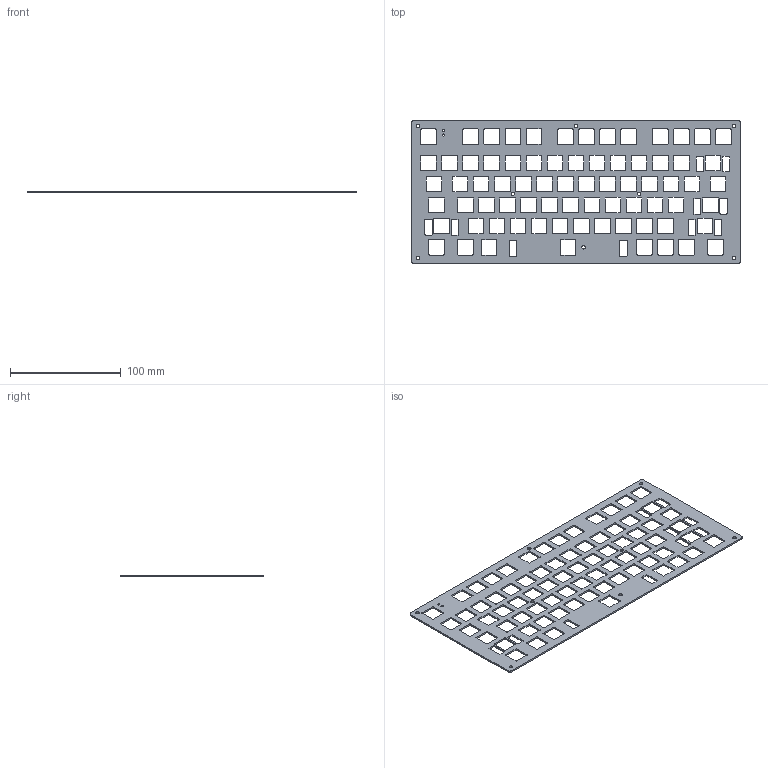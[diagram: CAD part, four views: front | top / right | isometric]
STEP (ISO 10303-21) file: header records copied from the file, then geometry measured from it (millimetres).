
FILE_DESCRIPTION(('KiCad electronic assembly'),'2;1');
FILE_NAME('GlyphMatrix_Top.step','2025-07-12T22:28:35',('Pcbnew'),( 'Kicad'),'Open CASCADE STEP processor 7.8','KiCad to STEP converter' ,'Unknown');
FILE_SCHEMA(('AUTOMOTIVE_DESIGN { 1 0 10303 214 1 1 1 1 }'));
Length unit declared in the file: millimetre
Products named in the file (2): GlyphMatrix_Top 1; GlyphMatrix_Top_PCB
Assembly tree (1 placements, depth 2):
  GlyphMatrix_Top 1
    GlyphMatrix_Top_PCB
Bounding box: 298.35 x 128.59 x 1.51 mm (x, y, z)
Volume: 34517.4 mm3; surface area: 53917.9 mm2
Topology: 1 solids, 1 shells, 692 faces, 2070 edges, 1380 vertices
Faces by surface type: cylinder 350, plane 342
Full cylindrical faces by diameter (mm): 2 x2, 3.2 x8
Entity records: 23907 total; most frequent: DIRECTION 4158, CARTESIAN_POINT 4144, ORIENTED_EDGE 4140, EDGE_CURVE 2070, AXIS2_PLACEMENT_3D 1394, VERTEX_POINT 1380, LINE 1370, VECTOR 1370
